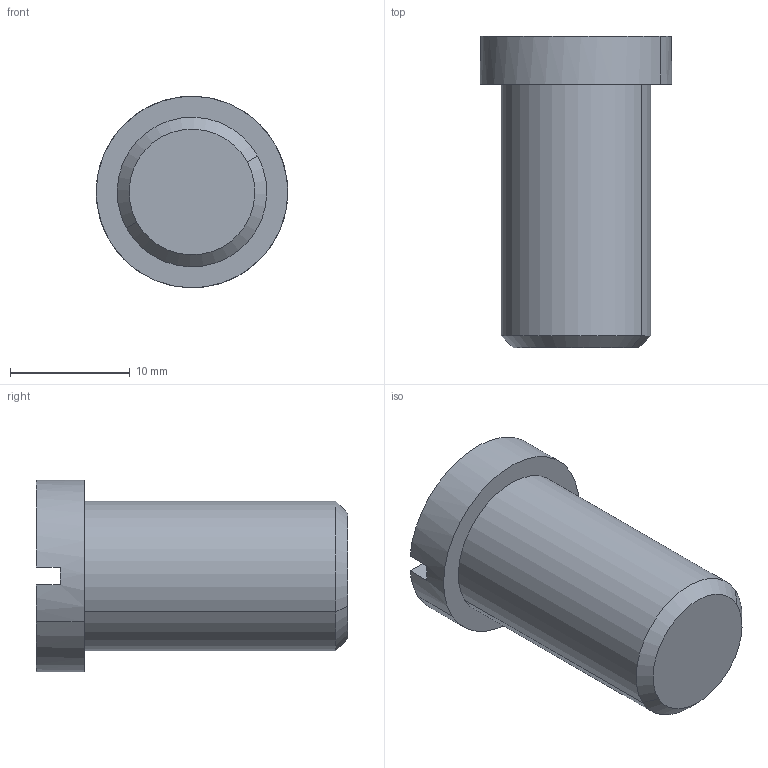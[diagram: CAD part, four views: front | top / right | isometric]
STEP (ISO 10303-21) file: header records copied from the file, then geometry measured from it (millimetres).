
FILE_DESCRIPTION(('CATIA V5 STEP Exchange'),'2;1');
FILE_NAME('Screw 2.stp','2022-03-20T02:11:35+00:00',('none'),('none'),'CATIA Version 5 Release 21 GA (IN-10)','CATIA V5 STEP AP203','none');
FILE_SCHEMA(('CONFIG_CONTROL_DESIGN'));
Length unit declared in the file: millimetre
Products named in the file (1): Screw 2
Bounding box: 16 x 26 x 16 mm (x, y, z)
Volume: 3437.5 mm3; surface area: 1500.5 mm2
Topology: 1 solids, 1 shells, 13 faces, 28 edges, 18 vertices
Faces by surface type: plane 7, cylinder 4, cone 2
Entity records: 373 total; most frequent: CARTESIAN_POINT 57, ORIENTED_EDGE 56, DIRECTION 48, EDGE_CURVE 28, AXIS2_PLACEMENT_3D 25, VERTEX_POINT 18, VECTOR 14, CIRCLE 14
